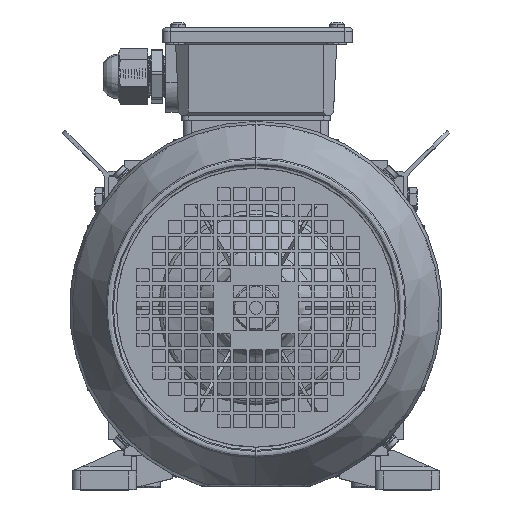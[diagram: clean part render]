
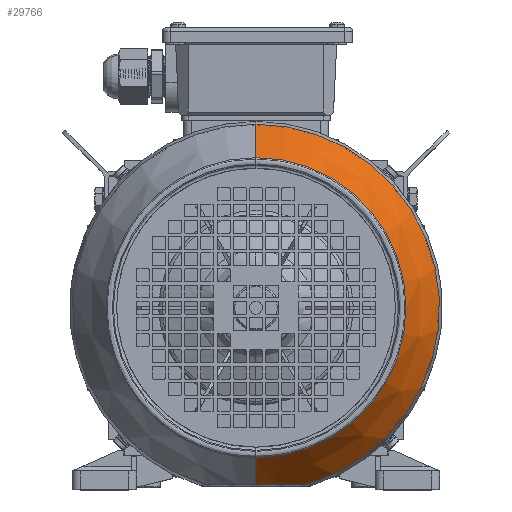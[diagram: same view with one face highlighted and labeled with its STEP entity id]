
A CAD part, top view. The second image highlights one B-rep face of the part: STEP entity #29766.
In plain terms, the highlighted conical face has half-angle 30 degrees and reference radius 113.258 mm.
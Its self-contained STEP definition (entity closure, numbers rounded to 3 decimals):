
#1827 = EDGE_CURVE ( 'NONE', #19920, #22851, #88916, .T. ) ;
#5763 = AXIS2_PLACEMENT_3D ( 'NONE', #155094, #73126, #15690 ) ;
#11532 = CARTESIAN_POINT ( 'NONE',  ( 2.217, -127.048, 376.432 ) ) ;
#15182 = ORIENTED_EDGE ( 'NONE', *, *, #91028, .T. ) ;
#15690 = DIRECTION ( 'NONE',  ( 0., -1., 0. ) ) ;
#19920 = VERTEX_POINT ( 'NONE', #142772 ) ;
#22851 = VERTEX_POINT ( 'NONE', #148334 ) ;
#25465 = VERTEX_POINT ( 'NONE', #104334 ) ;
#25633 = CARTESIAN_POINT ( 'NONE',  ( 4.181, -127.039, 376.009 ) ) ;
#25675 = CARTESIAN_POINT ( 'NONE',  ( -10.884, 95.509, 370.925 ) ) ;
#27104 = CIRCLE ( 'NONE', #70880, 92.598 ) ;
#27702 = ORIENTED_EDGE ( 'NONE', *, *, #140108, .T. ) ;
#29766 = ADVANCED_FACE ( 'NONE', ( #42916 ), #73574, .T. ) ;
#35205 = DIRECTION ( 'NONE',  ( 0., 0., -1. ) ) ;
#39712 = CARTESIAN_POINT ( 'NONE',  ( 1.257, -127.053, 376.614 ) ) ;
#42916 = FACE_OUTER_BOUND ( 'NONE', #110277, .T. ) ;
#44803 = ORIENTED_EDGE ( 'NONE', *, *, #123880, .T. ) ;
#46521 = B_SPLINE_CURVE_WITH_KNOTS ( 'NONE', 3,
 ( #165618, #180807, #109396, #166797, #164398, #39712, #11532, #83008, #80588, #25633, #179020, #138115, #54294, #97105, #179622, #152146 ),
 .UNSPECIFIED., .F., .F.,
 ( 4, 2, 2, 1, 1, 1, 1, 2, 2, 4 ),
 ( 0.5, 0.625, 0.688, 0.719, 0.735, 0.742, 0.746, 0.748, 0.75, 1. ),
 .UNSPECIFIED. ) ;
#54294 = CARTESIAN_POINT ( 'NONE',  ( 4.423, -127.037, 375.953 ) ) ;
#54949 = DIRECTION ( 'NONE',  ( 0., 0.5, -0.866 ) ) ;
#59169 = DIRECTION ( 'NONE',  ( 0., -0.5, -0.866 ) ) ;
#70880 = AXIS2_PLACEMENT_3D ( 'NONE', #90845, #35205, #147101 ) ;
#73126 = DIRECTION ( 'NONE',  ( 0., 0., -1. ) ) ;
#73574 = CONICAL_SURFACE ( 'NONE', #5763, 113.258, 0.524 ) ;
#74274 = CARTESIAN_POINT ( 'NONE',  ( -10.884, -127.079, 377.729 ) ) ;
#80588 = CARTESIAN_POINT ( 'NONE',  ( 3.9, -127.04, 376.073 ) ) ;
#80746 = ORIENTED_EDGE ( 'NONE', *, *, #90872, .T. ) ;
#83008 = CARTESIAN_POINT ( 'NONE',  ( 3.339, -127.043, 376.197 ) ) ;
#88686 = DIRECTION ( 'NONE',  ( 0., -1., 0. ) ) ;
#88916 = LINE ( 'NONE', #25675, #128263 ) ;
#89099 = CARTESIAN_POINT ( 'NONE',  ( 19.257, -126.923, 370.925 ) ) ;
#90501 = CARTESIAN_POINT ( 'NONE',  ( -10.884, -17.749, 370.925 ) ) ;
#90845 = CARTESIAN_POINT ( 'NONE',  ( -10.884, -17.749, 406.709 ) ) ;
#90872 = EDGE_CURVE ( 'NONE', #95866, #22851, #174266, .T. ) ;
#91028 = EDGE_CURVE ( 'NONE', #149692, #95866, #46521, .T. ) ;
#95866 = VERTEX_POINT ( 'NONE', #89099 ) ;
#97105 = CARTESIAN_POINT ( 'NONE',  ( 9.387, -127.011, 374.804 ) ) ;
#104334 = CARTESIAN_POINT ( 'NONE',  ( -10.884, -110.347, 406.709 ) ) ;
#109396 = CARTESIAN_POINT ( 'NONE',  ( -5.769, -127.075, 377.58 ) ) ;
#110277 = EDGE_LOOP ( 'NONE', ( #139461, #44803, #27702, #15182, #80746 ) ) ;
#116746 = CARTESIAN_POINT ( 'NONE',  ( -10.884, -131.007, 370.925 ) ) ;
#123880 = EDGE_CURVE ( 'NONE', #19920, #25465, #27104, .T. ) ;
#128263 = VECTOR ( 'NONE', #54949, 1000. ) ;
#138115 = CARTESIAN_POINT ( 'NONE',  ( 4.381, -127.038, 375.963 ) ) ;
#139461 = ORIENTED_EDGE ( 'NONE', *, *, #1827, .F. ) ;
#140108 = EDGE_CURVE ( 'NONE', #25465, #149692, #177015, .T. ) ;
#142772 = CARTESIAN_POINT ( 'NONE',  ( -10.884, 74.849, 406.709 ) ) ;
#147101 = DIRECTION ( 'NONE',  ( 0., -1., 0. ) ) ;
#148334 = CARTESIAN_POINT ( 'NONE',  ( -10.884, 95.509, 370.925 ) ) ;
#149692 = VERTEX_POINT ( 'NONE', #74274 ) ;
#152146 = CARTESIAN_POINT ( 'NONE',  ( 19.257, -126.923, 370.925 ) ) ;
#155094 = CARTESIAN_POINT ( 'NONE',  ( -10.884, -17.749, 370.925 ) ) ;
#159538 = VECTOR ( 'NONE', #59169, 1000. ) ;
#164398 = CARTESIAN_POINT ( 'NONE',  ( -0.661, -127.06, 376.948 ) ) ;
#165618 = CARTESIAN_POINT ( 'NONE',  ( -10.884, -127.079, 377.729 ) ) ;
#166797 = CARTESIAN_POINT ( 'NONE',  ( -1.939, -127.065, 377.134 ) ) ;
#172416 = DIRECTION ( 'NONE',  ( 0., 0., 1. ) ) ;
#174266 = CIRCLE ( 'NONE', #180708, 113.258 ) ;
#177015 = LINE ( 'NONE', #116746, #159538 ) ;
#179020 = CARTESIAN_POINT ( 'NONE',  ( 4.301, -127.038, 375.982 ) ) ;
#179622 = CARTESIAN_POINT ( 'NONE',  ( 14.295, -126.972, 373.131 ) ) ;
#180708 = AXIS2_PLACEMENT_3D ( 'NONE', #90501, #172416, #88686 ) ;
#180807 = CARTESIAN_POINT ( 'NONE',  ( -8.322, -127.079, 377.729 ) ) ;
